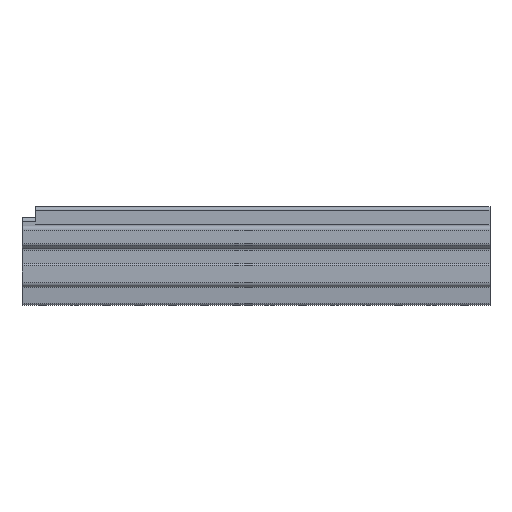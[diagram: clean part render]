
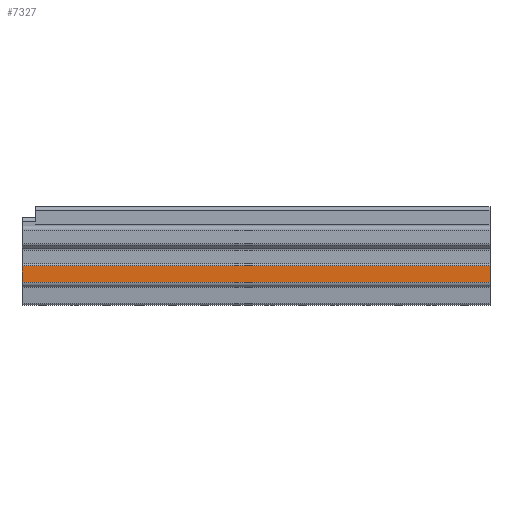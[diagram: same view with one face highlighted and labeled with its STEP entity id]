
A CAD part, left-side view. The second image highlights one B-rep face of the part: STEP entity #7327.
In plain terms, the highlighted planar face has unit normal (-1, 0, 0).
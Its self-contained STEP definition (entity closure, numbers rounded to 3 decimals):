
#343=DIRECTION('',(0.,1.,0.));
#344=VECTOR('',#343,50.5);
#345=CARTESIAN_POINT('',(-6.25,-49.,-1.057));
#346=LINE('',#345,#344);
#347=DIRECTION('',(0.,1.,0.));
#348=VECTOR('',#347,50.5);
#349=CARTESIAN_POINT('',(-6.25,-49.,-2.85));
#350=LINE('',#349,#348);
#3068=DIRECTION('',(0.,0.,1.));
#3069=VECTOR('',#3068,1.793);
#3070=CARTESIAN_POINT('',(-6.25,-49.,-2.85));
#3071=LINE('',#3070,#3069);
#4290=DIRECTION('',(0.,0.,1.));
#4291=VECTOR('',#4290,1.793);
#4292=CARTESIAN_POINT('',(-6.25,1.5,-2.85));
#4293=LINE('',#4292,#4291);
#5469=CARTESIAN_POINT('',(-6.25,-49.,-2.85));
#5470=VERTEX_POINT('',#5469);
#5471=CARTESIAN_POINT('',(-6.25,-49.,-1.057));
#5472=VERTEX_POINT('',#5471);
#6931=CARTESIAN_POINT('',(-6.25,1.5,-2.85));
#6932=VERTEX_POINT('',#6931);
#6933=CARTESIAN_POINT('',(-6.25,1.5,-1.057));
#6934=VERTEX_POINT('',#6933);
#7313=CARTESIAN_POINT('',(-6.25,0.,-2.85));
#7314=DIRECTION('',(-1.,0.,0.));
#7315=DIRECTION('',(0.,0.,1.));
#7316=AXIS2_PLACEMENT_3D('',#7313,#7314,#7315);
#7317=PLANE('',#7316);
#7319=ORIENTED_EDGE('',*,*,#7318,.T.);
#7321=ORIENTED_EDGE('',*,*,#7320,.T.);
#7322=ORIENTED_EDGE('',*,*,#7303,.F.);
#7324=ORIENTED_EDGE('',*,*,#7323,.F.);
#7325=EDGE_LOOP('',(#7319,#7321,#7322,#7324));
#7326=FACE_OUTER_BOUND('',#7325,.F.);
#7327=ADVANCED_FACE('',(#7326),#7317,.T.);
#7303=EDGE_CURVE('',#5472,#6934,#346,.T.);
#7318=EDGE_CURVE('',#5470,#6932,#350,.T.);
#7320=EDGE_CURVE('',#6932,#6934,#4293,.T.);
#7323=EDGE_CURVE('',#5470,#5472,#3071,.T.);
